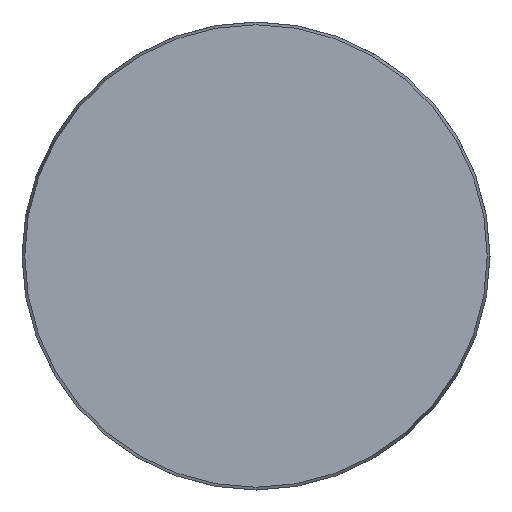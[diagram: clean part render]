
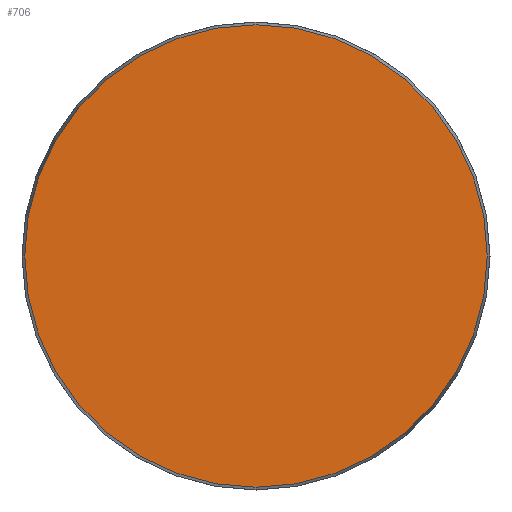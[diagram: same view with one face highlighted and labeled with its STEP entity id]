
A CAD part, front view. The second image highlights one B-rep face of the part: STEP entity #706.
In plain terms, the highlighted planar face has unit normal (0, -1, 0).
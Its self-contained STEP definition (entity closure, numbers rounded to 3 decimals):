
#50 = CARTESIAN_POINT ( 'NONE',  ( 0., 0., -48.425 ) ) ;
#86 = EDGE_CURVE ( 'NONE', #334, #334, #459, .T. ) ;
#200 = DIRECTION ( 'NONE',  ( 0., -1., 0. ) ) ;
#327 = DIRECTION ( 'NONE',  ( 0., 1., 0. ) ) ;
#334 = VERTEX_POINT ( 'NONE', #50 ) ;
#369 = AXIS2_PLACEMENT_3D ( 'NONE', #536, #200, #415 ) ;
#380 = PLANE ( 'NONE',  #518 ) ;
#408 = ORIENTED_EDGE ( 'NONE', *, *, #86, .T. ) ;
#415 = DIRECTION ( 'NONE',  ( 0., 0., -1. ) ) ;
#459 = CIRCLE ( 'NONE', #369, 48.425 ) ;
#491 = EDGE_LOOP ( 'NONE', ( #408 ) ) ;
#518 = AXIS2_PLACEMENT_3D ( 'NONE', #599, #327, #546 ) ;
#536 = CARTESIAN_POINT ( 'NONE',  ( 0., 0., 0. ) ) ;
#546 = DIRECTION ( 'NONE',  ( 0., 0., 1. ) ) ;
#599 = CARTESIAN_POINT ( 'NONE',  ( -48.425, 0., 0. ) ) ;
#606 = FACE_OUTER_BOUND ( 'NONE', #491, .T. ) ;
#706 = ADVANCED_FACE ( 'NONE', ( #606 ), #380, .F. ) ;
